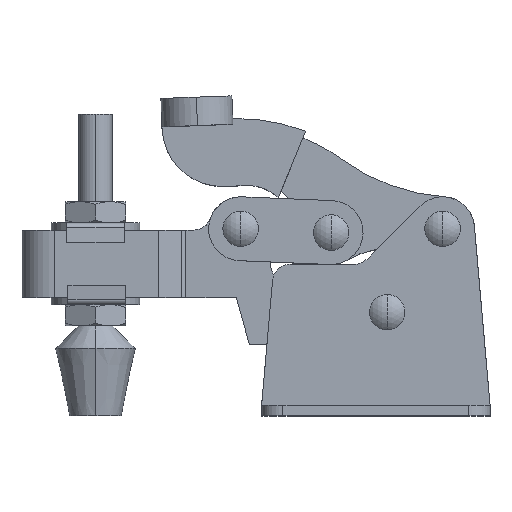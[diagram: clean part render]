
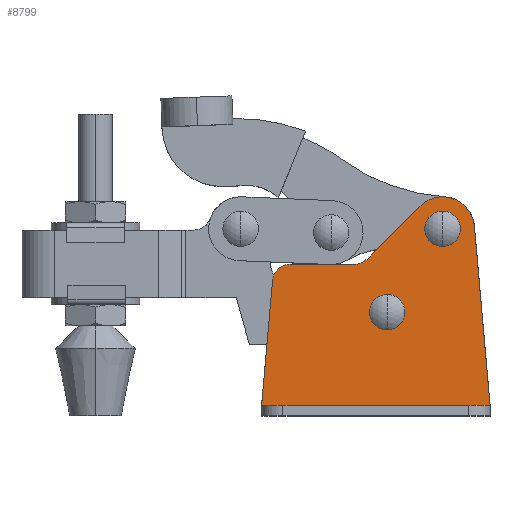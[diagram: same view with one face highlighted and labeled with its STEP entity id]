
A CAD part, top view. The second image highlights one B-rep face of the part: STEP entity #8799.
In plain terms, the highlighted planar face has unit normal (0, 0, 1).
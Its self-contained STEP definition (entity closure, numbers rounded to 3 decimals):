
#27 = CARTESIAN_POINT ( 'NONE',  ( 13.365, -49.7, 3. ) ) ;
#186 = VERTEX_POINT ( 'NONE', #27 ) ;
#221 = EDGE_CURVE ( 'NONE', #6510, #5600, #7378, .T. ) ;
#275 = EDGE_CURVE ( 'NONE', #7852, #10030, #6801, .T. ) ;
#317 = CARTESIAN_POINT ( 'NONE',  ( -15.59, -18.5, 3. ) ) ;
#355 = LINE ( 'NONE', #5477, #6312 ) ;
#493 = VERTEX_POINT ( 'NONE', #317 ) ;
#508 = VERTEX_POINT ( 'NONE', #1259 ) ;
#512 = CARTESIAN_POINT ( 'NONE',  ( 0., 5., 3. ) ) ;
#566 = CARTESIAN_POINT ( 'NONE',  ( -6.364, 6.364, 3. ) ) ;
#591 = EDGE_LOOP ( 'NONE', ( #2781, #11058 ) ) ;
#639 = CARTESIAN_POINT ( 'NONE',  ( -24.799, -10., 3. ) ) ;
#677 = CARTESIAN_POINT ( 'NONE',  ( -21.263, -8.536, 3. ) ) ;
#707 = VECTOR ( 'NONE', #7002, 1000. ) ;
#729 = CARTESIAN_POINT ( 'NONE',  ( -15.59, -23.5, 3. ) ) ;
#826 = ORIENTED_EDGE ( 'NONE', *, *, #9086, .T. ) ;
#958 = VECTOR ( 'NONE', #2791, 1000. ) ;
#965 = CARTESIAN_POINT ( 'NONE',  ( -50.935, -49.7, 3. ) ) ;
#1113 = CARTESIAN_POINT ( 'NONE',  ( -50.935, -49.5, 3. ) ) ;
#1131 = AXIS2_PLACEMENT_3D ( 'NONE', #729, #7225, #1668 ) ;
#1259 = CARTESIAN_POINT ( 'NONE',  ( -15.59, -28.5, 3. ) ) ;
#1336 = EDGE_CURVE ( 'NONE', #186, #1614, #3151, .T. ) ;
#1384 = FACE_OUTER_BOUND ( 'NONE', #1779, .T. ) ;
#1614 = VERTEX_POINT ( 'NONE', #6917 ) ;
#1668 = DIRECTION ( 'NONE',  ( 0., 1., 0. ) ) ;
#1759 = ORIENTED_EDGE ( 'NONE', *, *, #6304, .T. ) ;
#1779 = EDGE_LOOP ( 'NONE', ( #6288, #2102, #826, #3895, #9101, #9736, #4149, #8870, #6536, #6193 ) ) ;
#1866 = CARTESIAN_POINT ( 'NONE',  ( 13.365, 11.029, 3. ) ) ;
#2036 = PLANE ( 'NONE',  #4722 ) ;
#2102 = ORIENTED_EDGE ( 'NONE', *, *, #11107, .T. ) ;
#2452 = CARTESIAN_POINT ( 'NONE',  ( -6.364, 6.364, 3. ) ) ;
#2482 = EDGE_CURVE ( 'NONE', #10030, #6510, #8944, .T. ) ;
#2563 = CARTESIAN_POINT ( 'NONE',  ( -50.935, -49.7, 3. ) ) ;
#2781 = ORIENTED_EDGE ( 'NONE', *, *, #9143, .F. ) ;
#2791 = DIRECTION ( 'NONE',  ( 0., 1., 0. ) ) ;
#2914 = AXIS2_PLACEMENT_3D ( 'NONE', #10688, #5114, #11642 ) ;
#3018 = DIRECTION ( 'NONE',  ( 0., 0., -1. ) ) ;
#3093 = VERTEX_POINT ( 'NONE', #965 ) ;
#3151 = LINE ( 'NONE', #1866, #958 ) ;
#3222 = CIRCLE ( 'NONE', #10678, 5. ) ;
#3284 = CARTESIAN_POINT ( 'NONE',  ( -47.878, -14.564, 3. ) ) ;
#3371 = DIRECTION ( 'NONE',  ( 0., 0., 1. ) ) ;
#3373 = VERTEX_POINT ( 'NONE', #512 ) ;
#3560 = CARTESIAN_POINT ( 'NONE',  ( -42.897, -10., 3. ) ) ;
#3698 = LINE ( 'NONE', #2563, #5860 ) ;
#3839 = DIRECTION ( 'NONE',  ( 0., 0., 1. ) ) ;
#3868 = FACE_BOUND ( 'NONE', #7177, .T. ) ;
#3895 = ORIENTED_EDGE ( 'NONE', *, *, #275, .T. ) ;
#3917 = DIRECTION ( 'NONE',  ( 0., 0., -1. ) ) ;
#4010 = VECTOR ( 'NONE', #10209, 1000. ) ;
#4141 = CIRCLE ( 'NONE', #2914, 5. ) ;
#4149 = ORIENTED_EDGE ( 'NONE', *, *, #11883, .T. ) ;
#4331 = ORIENTED_EDGE ( 'NONE', *, *, #11032, .T. ) ;
#4389 = CARTESIAN_POINT ( 'NONE',  ( 0., -5., 3. ) ) ;
#4402 = DIRECTION ( 'NONE',  ( 0., 0., 1. ) ) ;
#4638 = CARTESIAN_POINT ( 'NONE',  ( -42.897, -10., 3. ) ) ;
#4722 = AXIS2_PLACEMENT_3D ( 'NONE', #6653, #3917, #10430 ) ;
#5114 = DIRECTION ( 'NONE',  ( 0., 0., -1. ) ) ;
#5217 = CARTESIAN_POINT ( 'NONE',  ( 0., 0., 3. ) ) ;
#5334 = DIRECTION ( 'NONE',  ( 1., 0., 0. ) ) ;
#5477 = CARTESIAN_POINT ( 'NONE',  ( 13.365, -49.5, 3. ) ) ;
#5600 = VERTEX_POINT ( 'NONE', #7655 ) ;
#5836 = AXIS2_PLACEMENT_3D ( 'NONE', #9402, #3839, #10344 ) ;
#5860 = VECTOR ( 'NONE', #5334, 1000. ) ;
#5931 = EDGE_CURVE ( 'NONE', #1614, #7405, #355, .T. ) ;
#6022 = CIRCLE ( 'NONE', #1131, 5. ) ;
#6074 = VERTEX_POINT ( 'NONE', #1113 ) ;
#6131 = DIRECTION ( 'NONE',  ( 0., 1., 0. ) ) ;
#6193 = ORIENTED_EDGE ( 'NONE', *, *, #1336, .T. ) ;
#6270 = CARTESIAN_POINT ( 'NONE',  ( -50.935, 11.029, 3. ) ) ;
#6288 = ORIENTED_EDGE ( 'NONE', *, *, #5931, .T. ) ;
#6304 = EDGE_CURVE ( 'NONE', #10055, #3373, #4141, .T. ) ;
#6312 = VECTOR ( 'NONE', #6401, 1000. ) ;
#6401 = DIRECTION ( 'NONE',  ( -0.087, 0.996, 0. ) ) ;
#6510 = VERTEX_POINT ( 'NONE', #3560 ) ;
#6536 = ORIENTED_EDGE ( 'NONE', *, *, #9540, .T. ) ;
#6647 = LINE ( 'NONE', #6270, #9433 ) ;
#6653 = CARTESIAN_POINT ( 'NONE',  ( -50.935, 11.029, 3. ) ) ;
#6801 = CIRCLE ( 'NONE', #11492, 5. ) ;
#6917 = CARTESIAN_POINT ( 'NONE',  ( 13.365, -49.5, 3. ) ) ;
#6984 = CIRCLE ( 'NONE', #11291, 9. ) ;
#7002 = DIRECTION ( 'NONE',  ( -0.087, -0.996, 0. ) ) ;
#7101 = DIRECTION ( 'NONE',  ( -0.707, -0.707, 0. ) ) ;
#7177 = EDGE_LOOP ( 'NONE', ( #4331, #1759 ) ) ;
#7225 = DIRECTION ( 'NONE',  ( 0., 0., 1. ) ) ;
#7378 = CIRCLE ( 'NONE', #5836, 5. ) ;
#7405 = VERTEX_POINT ( 'NONE', #7875 ) ;
#7481 = FACE_BOUND ( 'NONE', #591, .T. ) ;
#7655 = CARTESIAN_POINT ( 'NONE',  ( -47.878, -14.564, 3. ) ) ;
#7817 = CIRCLE ( 'NONE', #9965, 5. ) ;
#7852 = VERTEX_POINT ( 'NONE', #677 ) ;
#7875 = CARTESIAN_POINT ( 'NONE',  ( 8.966, 0.784, 3. ) ) ;
#8466 = VERTEX_POINT ( 'NONE', #2452 ) ;
#8563 = CARTESIAN_POINT ( 'NONE',  ( -24.799, -5., 3. ) ) ;
#8799 = ADVANCED_FACE ( 'NONE', ( #3868, #7481, #1384 ), #2036, .F. ) ;
#8870 = ORIENTED_EDGE ( 'NONE', *, *, #12042, .F. ) ;
#8933 = CARTESIAN_POINT ( 'NONE',  ( -15.59, -23.5, 3. ) ) ;
#8944 = LINE ( 'NONE', #4638, #4010 ) ;
#9086 = EDGE_CURVE ( 'NONE', #8466, #7852, #11892, .T. ) ;
#9101 = ORIENTED_EDGE ( 'NONE', *, *, #2482, .T. ) ;
#9143 = EDGE_CURVE ( 'NONE', #493, #508, #6022, .T. ) ;
#9379 = VECTOR ( 'NONE', #7101, 1000. ) ;
#9402 = CARTESIAN_POINT ( 'NONE',  ( -42.897, -15., 3. ) ) ;
#9433 = VECTOR ( 'NONE', #11879, 1000. ) ;
#9525 = DIRECTION ( 'NONE',  ( 0., 1., 0. ) ) ;
#9540 = EDGE_CURVE ( 'NONE', #3093, #186, #3698, .T. ) ;
#9736 = ORIENTED_EDGE ( 'NONE', *, *, #221, .T. ) ;
#9884 = DIRECTION ( 'NONE',  ( 0., 1., 0. ) ) ;
#9965 = AXIS2_PLACEMENT_3D ( 'NONE', #8933, #3371, #9884 ) ;
#9973 = CARTESIAN_POINT ( 'NONE',  ( 0., 0., 3. ) ) ;
#10030 = VERTEX_POINT ( 'NONE', #639 ) ;
#10055 = VERTEX_POINT ( 'NONE', #4389 ) ;
#10209 = DIRECTION ( 'NONE',  ( -1., 0., 0. ) ) ;
#10320 = LINE ( 'NONE', #3284, #707 ) ;
#10344 = DIRECTION ( 'NONE',  ( 0., 1., 0. ) ) ;
#10430 = DIRECTION ( 'NONE',  ( 0., 1., 0. ) ) ;
#10678 = AXIS2_PLACEMENT_3D ( 'NONE', #5217, #11747, #6131 ) ;
#10688 = CARTESIAN_POINT ( 'NONE',  ( 0., 0., 3. ) ) ;
#10921 = DIRECTION ( 'NONE',  ( 0., 1., 0. ) ) ;
#11032 = EDGE_CURVE ( 'NONE', #3373, #10055, #3222, .T. ) ;
#11058 = ORIENTED_EDGE ( 'NONE', *, *, #11572, .F. ) ;
#11107 = EDGE_CURVE ( 'NONE', #7405, #8466, #6984, .T. ) ;
#11291 = AXIS2_PLACEMENT_3D ( 'NONE', #9973, #4402, #10921 ) ;
#11492 = AXIS2_PLACEMENT_3D ( 'NONE', #8563, #3018, #9525 ) ;
#11572 = EDGE_CURVE ( 'NONE', #508, #493, #7817, .T. ) ;
#11642 = DIRECTION ( 'NONE',  ( 0., 1., 0. ) ) ;
#11747 = DIRECTION ( 'NONE',  ( 0., 0., -1. ) ) ;
#11879 = DIRECTION ( 'NONE',  ( 0., 1., 0. ) ) ;
#11883 = EDGE_CURVE ( 'NONE', #5600, #6074, #10320, .T. ) ;
#11892 = LINE ( 'NONE', #566, #9379 ) ;
#12042 = EDGE_CURVE ( 'NONE', #3093, #6074, #6647, .T. ) ;
